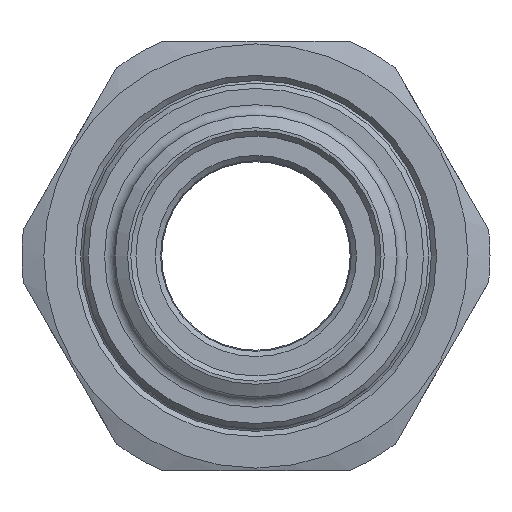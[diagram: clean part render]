
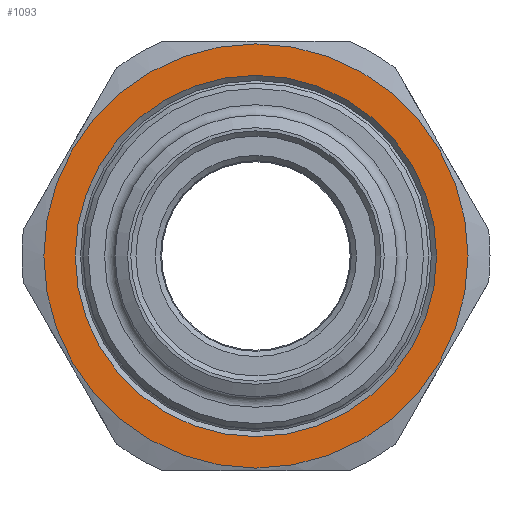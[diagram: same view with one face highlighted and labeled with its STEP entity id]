
A CAD part, left-side view. The second image highlights one B-rep face of the part: STEP entity #1093.
In plain terms, the highlighted planar face has unit normal (-1, 0, 0).
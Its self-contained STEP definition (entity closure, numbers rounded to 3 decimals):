
#63=FACE_BOUND('',#202,.T.);
#80=PLANE('',#1258);
#131=FACE_OUTER_BOUND('',#201,.T.);
#201=EDGE_LOOP('',(#824));
#202=EDGE_LOOP('',(#825));
#382=CIRCLE('',#1247,20.25);
#383=CIRCLE('',#1253,17.25);
#490=VERTEX_POINT('',#1872);
#491=VERTEX_POINT('',#1908);
#603=EDGE_CURVE('',#490,#490,#382,.T.);
#614=EDGE_CURVE('',#491,#491,#383,.T.);
#824=ORIENTED_EDGE('',*,*,#603,.T.);
#825=ORIENTED_EDGE('',*,*,#614,.F.);
#1093=ADVANCED_FACE('',(#131,#63),#80,.F.);
#1247=AXIS2_PLACEMENT_3D('',#1874,#1468,#1469);
#1253=AXIS2_PLACEMENT_3D('',#1909,#1481,#1482);
#1258=AXIS2_PLACEMENT_3D('',#1919,#1493,#1494);
#1468=DIRECTION('center_axis',(-1.,0.,0.));
#1469=DIRECTION('ref_axis',(0.,1.,0.));
#1481=DIRECTION('center_axis',(-1.,0.,0.));
#1482=DIRECTION('ref_axis',(0.,-1.,0.));
#1493=DIRECTION('center_axis',(1.,0.,0.));
#1494=DIRECTION('ref_axis',(0.,0.,-1.));
#1872=CARTESIAN_POINT('',(-17.,-20.25,0.));
#1874=CARTESIAN_POINT('Origin',(-17.,0.,0.));
#1908=CARTESIAN_POINT('',(-17.,17.25,0.));
#1909=CARTESIAN_POINT('Origin',(-17.,0.,0.));
#1919=CARTESIAN_POINT('Origin',(-17.,0.,0.));
